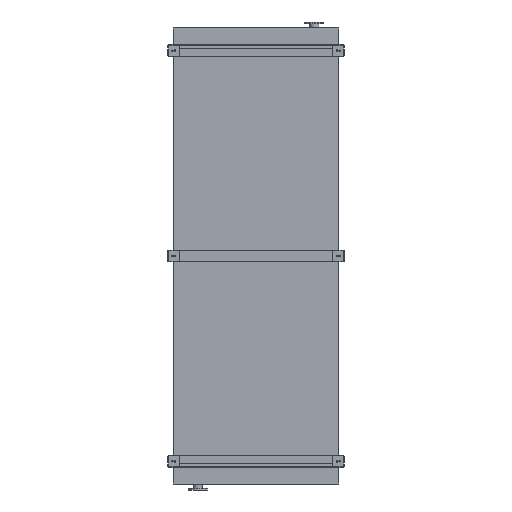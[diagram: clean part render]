
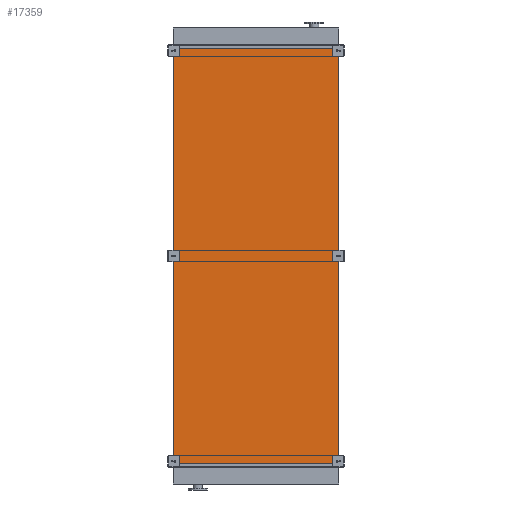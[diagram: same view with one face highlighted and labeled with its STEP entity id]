
A CAD part, front view. The second image highlights one B-rep face of the part: STEP entity #17359.
In plain terms, the highlighted planar face has unit normal (0, -1, 0).
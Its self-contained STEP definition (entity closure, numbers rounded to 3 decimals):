
#1146 = CARTESIAN_POINT ( 'NONE',  ( 965., 0., 0. ) ) ;
#3024 = AXIS2_PLACEMENT_3D ( 'NONE', #9245, #26316, #11722 ) ;
#3141 = DIRECTION ( 'NONE',  ( 0., 0., 1. ) ) ;
#6566 = VERTEX_POINT ( 'NONE', #1146 ) ;
#6687 = LINE ( 'NONE', #20172, #20435 ) ;
#6700 = PLANE ( 'NONE',  #3024 ) ;
#8589 = FACE_OUTER_BOUND ( 'NONE', #29221, .T. ) ;
#9245 = CARTESIAN_POINT ( 'NONE',  ( -965., 0., -4850. ) ) ;
#11241 = ORIENTED_EDGE ( 'NONE', *, *, #30005, .T. ) ;
#11259 = CARTESIAN_POINT ( 'NONE',  ( -965., 0., -4850. ) ) ;
#11523 = ORIENTED_EDGE ( 'NONE', *, *, #28863, .T. ) ;
#11722 = DIRECTION ( 'NONE',  ( 0., 0., -1. ) ) ;
#14507 = EDGE_CURVE ( 'NONE', #18940, #19585, #22133, .T. ) ;
#14960 = EDGE_CURVE ( 'NONE', #19585, #6566, #30579, .T. ) ;
#17330 = DIRECTION ( 'NONE',  ( 1., 0., 0. ) ) ;
#17359 = ADVANCED_FACE ( 'NONE', ( #8589 ), #6700, .T. ) ;
#17775 = CARTESIAN_POINT ( 'NONE',  ( -965., 0., -4850. ) ) ;
#17863 = LINE ( 'NONE', #25490, #28490 ) ;
#18940 = VERTEX_POINT ( 'NONE', #11259 ) ;
#19267 = VERTEX_POINT ( 'NONE', #20078 ) ;
#19585 = VERTEX_POINT ( 'NONE', #23686 ) ;
#19744 = CARTESIAN_POINT ( 'NONE',  ( -965., 0., 0. ) ) ;
#20078 = CARTESIAN_POINT ( 'NONE',  ( 965., 0., -4850. ) ) ;
#20172 = CARTESIAN_POINT ( 'NONE',  ( 965., 0., -4850. ) ) ;
#20435 = VECTOR ( 'NONE', #27510, 1000. ) ;
#22133 = LINE ( 'NONE', #17775, #22901 ) ;
#22575 = ORIENTED_EDGE ( 'NONE', *, *, #14960, .F. ) ;
#22901 = VECTOR ( 'NONE', #3141, 1000. ) ;
#23141 = ORIENTED_EDGE ( 'NONE', *, *, #14507, .F. ) ;
#23686 = CARTESIAN_POINT ( 'NONE',  ( -965., 0., 0. ) ) ;
#24091 = VECTOR ( 'NONE', #17330, 1000. ) ;
#25490 = CARTESIAN_POINT ( 'NONE',  ( -965., 0., -4850. ) ) ;
#26316 = DIRECTION ( 'NONE',  ( 0., -1., 0. ) ) ;
#27510 = DIRECTION ( 'NONE',  ( 0., 0., 1. ) ) ;
#27937 = DIRECTION ( 'NONE',  ( 1., 0., 0. ) ) ;
#28490 = VECTOR ( 'NONE', #27937, 1000. ) ;
#28863 = EDGE_CURVE ( 'NONE', #18940, #19267, #17863, .T. ) ;
#29221 = EDGE_LOOP ( 'NONE', ( #22575, #23141, #11523, #11241 ) ) ;
#30005 = EDGE_CURVE ( 'NONE', #19267, #6566, #6687, .T. ) ;
#30579 = LINE ( 'NONE', #19744, #24091 ) ;
